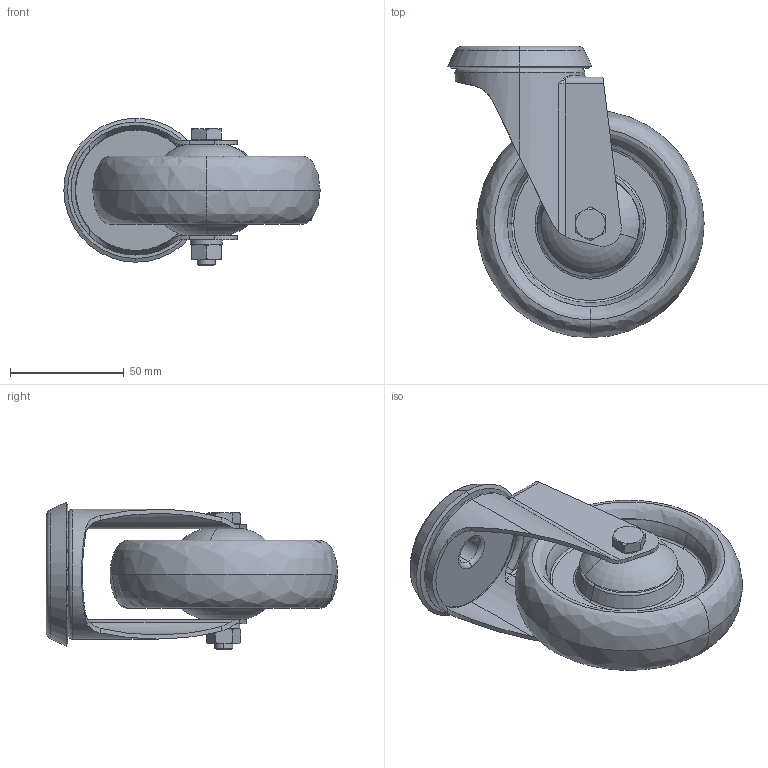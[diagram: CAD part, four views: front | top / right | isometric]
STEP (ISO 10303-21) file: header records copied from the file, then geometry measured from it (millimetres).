
FILE_DESCRIPTION (( 'STEP AP214' ), '1' );
FILE_NAME ('0030490.step', '2021-05-05T11:56:45', ( 'Windows-Benutzer' ), ( '' ), 'SwSTEP 2.0', 'SolidWorks 2020', '' );
FILE_SCHEMA (( 'AUTOMOTIVE_DESIGN' ));
Length unit declared in the file: millimetre
Products named in the file (1): 0030490
Bounding box: 112.64 x 128 x 64.84 mm (x, y, z)
Volume: 200247.2 mm3; surface area: 88916.9 mm2
Topology: 9 solids, 11 shells, 292 faces, 628 edges, 370 vertices
Faces by surface type: torus 78, cylinder 74, plane 70, cone 54, bspline 16
Entity records: 11750 total; most frequent: CARTESIAN_POINT 2039, DIRECTION 1466, ORIENTED_EDGE 1248, AXIS2_PLACEMENT_3D 651, EDGE_CURVE 624, CIRCLE 374, VERTEX_POINT 370, EDGE_LOOP 330
